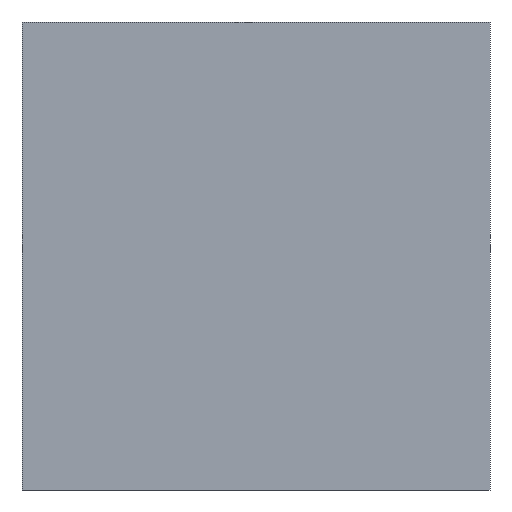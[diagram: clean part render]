
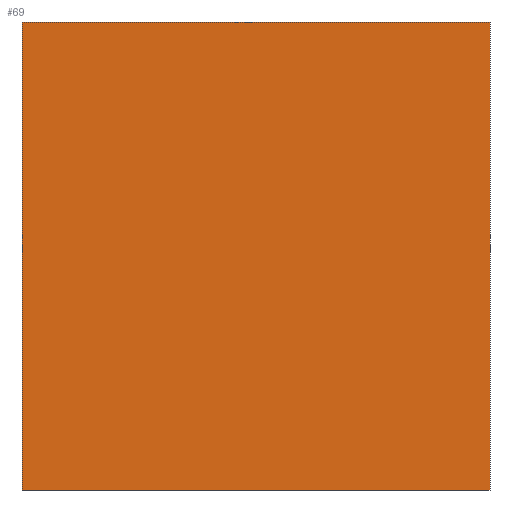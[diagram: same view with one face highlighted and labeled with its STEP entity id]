
A CAD part, left-side view. The second image highlights one B-rep face of the part: STEP entity #69.
In plain terms, the highlighted planar face has unit normal (-1, 0, 0).
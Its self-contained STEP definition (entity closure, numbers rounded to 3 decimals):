
#2 = VECTOR ( 'NONE', #185, 1000. ) ;
#6 = CARTESIAN_POINT ( 'NONE',  ( 0., 0., 0. ) ) ;
#8 = VECTOR ( 'NONE', #317, 1000. ) ;
#9 = LINE ( 'NONE', #292, #155 ) ;
#19 = CARTESIAN_POINT ( 'NONE',  ( 0., 0., 40. ) ) ;
#39 = DIRECTION ( 'NONE',  ( 0., 0., -1. ) ) ;
#68 = EDGE_CURVE ( 'NONE', #291, #284, #71, .T. ) ;
#69 = ADVANCED_FACE ( 'NONE', ( #224 ), #162, .F. ) ;
#71 = LINE ( 'NONE', #172, #2 ) ;
#72 = DIRECTION ( 'NONE',  ( 1., 0., 0. ) ) ;
#83 = EDGE_CURVE ( 'NONE', #166, #291, #278, .T. ) ;
#86 = EDGE_CURVE ( 'NONE', #166, #93, #183, .T. ) ;
#93 = VERTEX_POINT ( 'NONE', #293 ) ;
#106 = DIRECTION ( 'NONE',  ( 0., -1., 0. ) ) ;
#128 = DIRECTION ( 'NONE',  ( 0., 0., -1. ) ) ;
#133 = EDGE_LOOP ( 'NONE', ( #163, #255, #271, #290 ) ) ;
#134 = CARTESIAN_POINT ( 'NONE',  ( 0., 40., 40. ) ) ;
#141 = EDGE_CURVE ( 'NONE', #93, #284, #9, .T. ) ;
#145 = CARTESIAN_POINT ( 'NONE',  ( 0., 0., 40. ) ) ;
#155 = VECTOR ( 'NONE', #106, 1000. ) ;
#162 = PLANE ( 'NONE',  #219 ) ;
#163 = ORIENTED_EDGE ( 'NONE', *, *, #141, .T. ) ;
#166 = VERTEX_POINT ( 'NONE', #134 ) ;
#172 = CARTESIAN_POINT ( 'NONE',  ( 0., 0., 40. ) ) ;
#181 = VECTOR ( 'NONE', #128, 1000. ) ;
#183 = LINE ( 'NONE', #302, #181 ) ;
#185 = DIRECTION ( 'NONE',  ( 0., 0., -1. ) ) ;
#219 = AXIS2_PLACEMENT_3D ( 'NONE', #318, #72, #39 ) ;
#224 = FACE_OUTER_BOUND ( 'NONE', #133, .T. ) ;
#255 = ORIENTED_EDGE ( 'NONE', *, *, #68, .F. ) ;
#271 = ORIENTED_EDGE ( 'NONE', *, *, #83, .F. ) ;
#278 = LINE ( 'NONE', #145, #8 ) ;
#284 = VERTEX_POINT ( 'NONE', #6 ) ;
#290 = ORIENTED_EDGE ( 'NONE', *, *, #86, .T. ) ;
#291 = VERTEX_POINT ( 'NONE', #19 ) ;
#292 = CARTESIAN_POINT ( 'NONE',  ( 0., 0., 0. ) ) ;
#293 = CARTESIAN_POINT ( 'NONE',  ( 0., 40., 0. ) ) ;
#302 = CARTESIAN_POINT ( 'NONE',  ( 0., 40., 40. ) ) ;
#317 = DIRECTION ( 'NONE',  ( 0., -1., 0. ) ) ;
#318 = CARTESIAN_POINT ( 'NONE',  ( 0., 0., 40. ) ) ;
